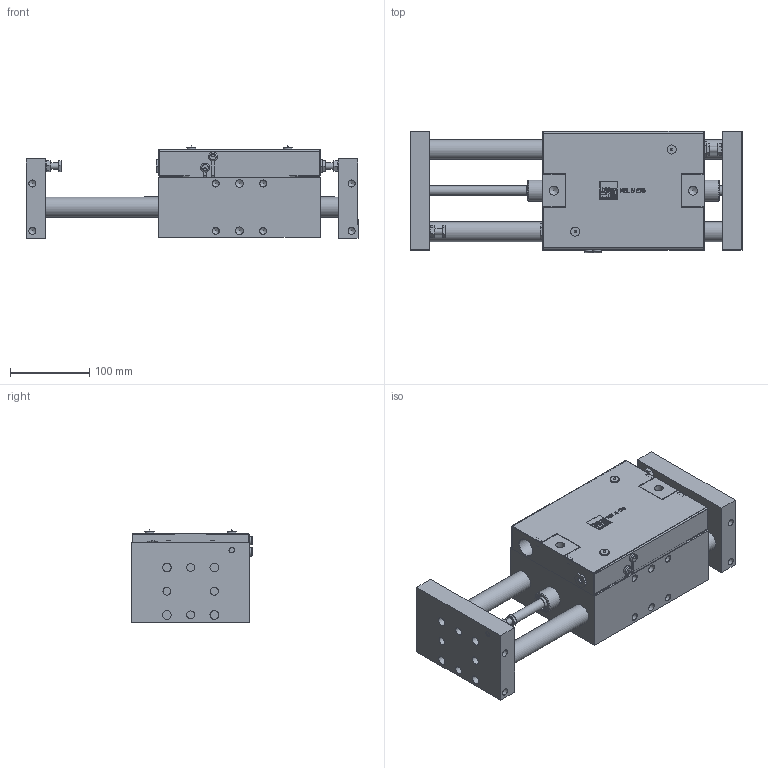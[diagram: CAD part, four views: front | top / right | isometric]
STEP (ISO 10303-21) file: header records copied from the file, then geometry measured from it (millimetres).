
FILE_DESCRIPTION((''),'2;1');
FILE_NAME('MSL5-120.stp','2012-10-01T13:50:17',('hartung_david'),(''),'Autodesk Inventor 2012','Autodesk Inventor 2012','');
FILE_SCHEMA(('AUTOMOTIVE_DESIGN { 1 0 10303 214 1 1 1 1 }'));
Length unit declared in the file: millimetre
Products named in the file (3): MSL5-120; MSL5-120-010; MSL5-120-020
Assembly tree (2 placements, depth 2):
  MSL5-120
    MSL5-120-010
    MSL5-120-020
Bounding box: 420 x 153.5 x 116.5 mm (x, y, z)
Volume: 4137033.8 mm3; surface area: 430000.3 mm2
Topology: 2 solids, 38 shells, 1136 faces, 2919 edges, 1927 vertices
Faces by surface type: plane 581, bspline 237, cylinder 202, cone 111, torus 5
Full cylindrical faces by diameter (mm): 3.7 x2, 4 x2, 4.917 x2, 6.5 x2, 6.917 x4, 7 x2, 8 x2, 8.376 x12, 8.5 x14, 8.8 x2, 8.917 x24, 9.5 x2, 10 x14, 11 x10, 11.4 x2, 11.445 x2, 11.5 x2, 12 x6, 13.6 x2, 14 x2, 15 x4, 17.4 x2, 18 x4, 19 x5, 20 x2, 23.376 x2, 25 x8, 27 x2, 38 x4, 39 x4
Entity records: 35173 total; most frequent: CARTESIAN_POINT 9350, ORIENTED_EDGE 5076, DIRECTION 4298, EDGE_CURVE 2538, VERTEX_POINT 1783, EDGE_LOOP 1561, VECTOR 1482, LINE 1482
